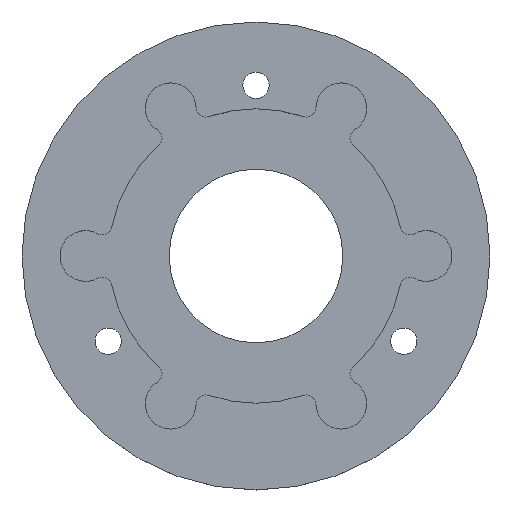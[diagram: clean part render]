
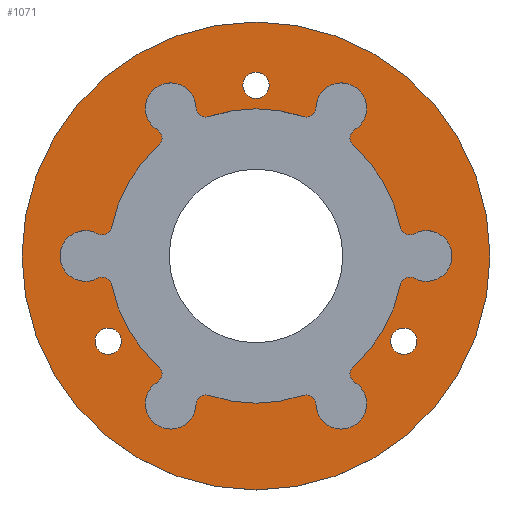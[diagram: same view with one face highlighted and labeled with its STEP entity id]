
A CAD part, top view. The second image highlights one B-rep face of the part: STEP entity #1071.
In plain terms, the highlighted planar face has unit normal (0, 0, 1).
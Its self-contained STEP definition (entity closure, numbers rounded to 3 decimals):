
#377 = VERTEX_POINT('',#378);
#378 = CARTESIAN_POINT('',(-6.151,15.226,1.7));
#384 = EDGE_CURVE('',#385,#377,#387,.T.);
#385 = VERTEX_POINT('',#386);
#386 = CARTESIAN_POINT('',(-10.111,12.94,1.7));
#387 = CIRCLE('',#388,2.6);
#388 = AXIS2_PLACEMENT_3D('',#389,#390,#391);
#389 = CARTESIAN_POINT('',(-8.75,15.155,1.7));
#390 = DIRECTION('',(0.,0.,-1.));
#391 = DIRECTION('',(1.,0.,0.));
#409 = EDGE_CURVE('',#410,#377,#412,.T.);
#410 = VERTEX_POINT('',#411);
#411 = CARTESIAN_POINT('',(-4.831,14.306,1.7));
#412 = CIRCLE('',#413,1.);
#413 = AXIS2_PLACEMENT_3D('',#414,#415,#416);
#414 = CARTESIAN_POINT('',(-5.151,15.254,1.7));
#415 = DIRECTION('',(0.,0.,-1.));
#416 = DIRECTION('',(1.,0.,0.));
#434 = VERTEX_POINT('',#435);
#435 = CARTESIAN_POINT('',(-9.974,11.337,1.7));
#441 = EDGE_CURVE('',#385,#434,#442,.T.);
#442 = CIRCLE('',#443,1.);
#443 = AXIS2_PLACEMENT_3D('',#444,#445,#446);
#444 = CARTESIAN_POINT('',(-10.634,12.088,1.7));
#445 = DIRECTION('',(0.,0.,-1.));
#446 = DIRECTION('',(1.,0.,0.));
#459 = VERTEX_POINT('',#460);
#460 = CARTESIAN_POINT('',(4.831,14.306,1.7));
#466 = EDGE_CURVE('',#410,#459,#467,.T.);
#467 = CIRCLE('',#468,15.1);
#468 = AXIS2_PLACEMENT_3D('',#469,#470,#471);
#469 = CARTESIAN_POINT('',(0.,0.,1.7));
#470 = DIRECTION('',(0.,0.,-1.));
#471 = DIRECTION('',(1.,0.,0.));
#484 = EDGE_CURVE('',#485,#434,#487,.T.);
#485 = VERTEX_POINT('',#486);
#486 = CARTESIAN_POINT('',(-14.805,2.969,1.7));
#487 = CIRCLE('',#488,15.1);
#488 = AXIS2_PLACEMENT_3D('',#489,#490,#491);
#489 = CARTESIAN_POINT('',(0.,0.,1.7));
#490 = DIRECTION('',(0.,0.,-1.));
#491 = DIRECTION('',(1.,0.,0.));
#509 = EDGE_CURVE('',#510,#459,#512,.T.);
#510 = VERTEX_POINT('',#511);
#511 = CARTESIAN_POINT('',(6.151,15.226,1.7));
#512 = CIRCLE('',#513,1.);
#513 = AXIS2_PLACEMENT_3D('',#514,#515,#516);
#514 = CARTESIAN_POINT('',(5.151,15.254,1.7));
#515 = DIRECTION('',(0.,0.,-1.));
#516 = DIRECTION('',(1.,0.,0.));
#534 = VERTEX_POINT('',#535);
#535 = CARTESIAN_POINT('',(-16.262,2.286,1.7));
#541 = EDGE_CURVE('',#485,#534,#542,.T.);
#542 = CIRCLE('',#543,1.);
#543 = AXIS2_PLACEMENT_3D('',#544,#545,#546);
#544 = CARTESIAN_POINT('',(-15.786,3.166,1.7));
#545 = DIRECTION('',(0.,0.,-1.));
#546 = DIRECTION('',(1.,0.,0.));
#559 = VERTEX_POINT('',#560);
#560 = CARTESIAN_POINT('',(10.111,12.94,1.7));
#566 = EDGE_CURVE('',#510,#559,#567,.T.);
#567 = CIRCLE('',#568,2.6);
#568 = AXIS2_PLACEMENT_3D('',#569,#570,#571);
#569 = CARTESIAN_POINT('',(8.75,15.155,1.7));
#570 = DIRECTION('',(0.,0.,-1.));
#571 = DIRECTION('',(1.,0.,0.));
#584 = EDGE_CURVE('',#585,#534,#587,.T.);
#585 = VERTEX_POINT('',#586);
#586 = CARTESIAN_POINT('',(-16.262,-2.286,1.7));
#587 = CIRCLE('',#588,2.6);
#588 = AXIS2_PLACEMENT_3D('',#589,#590,#591);
#589 = CARTESIAN_POINT('',(-17.5,0.,1.7));
#590 = DIRECTION('',(0.,0.,-1.));
#591 = DIRECTION('',(1.,0.,0.));
#609 = EDGE_CURVE('',#610,#559,#612,.T.);
#610 = VERTEX_POINT('',#611);
#611 = CARTESIAN_POINT('',(9.974,11.337,1.7));
#612 = CIRCLE('',#613,1.);
#613 = AXIS2_PLACEMENT_3D('',#614,#615,#616);
#614 = CARTESIAN_POINT('',(10.634,12.088,1.7));
#615 = DIRECTION('',(0.,0.,-1.));
#616 = DIRECTION('',(1.,0.,0.));
#634 = VERTEX_POINT('',#635);
#635 = CARTESIAN_POINT('',(-14.805,-2.969,1.7));
#641 = EDGE_CURVE('',#585,#634,#642,.T.);
#642 = CIRCLE('',#643,1.);
#643 = AXIS2_PLACEMENT_3D('',#644,#645,#646);
#644 = CARTESIAN_POINT('',(-15.786,-3.166,1.7));
#645 = DIRECTION('',(0.,0.,-1.));
#646 = DIRECTION('',(1.,0.,0.));
#659 = VERTEX_POINT('',#660);
#660 = CARTESIAN_POINT('',(14.805,2.969,1.7));
#666 = EDGE_CURVE('',#610,#659,#667,.T.);
#667 = CIRCLE('',#668,15.1);
#668 = AXIS2_PLACEMENT_3D('',#669,#670,#671);
#669 = CARTESIAN_POINT('',(0.,0.,1.7));
#670 = DIRECTION('',(0.,0.,-1.));
#671 = DIRECTION('',(1.,0.,0.));
#684 = EDGE_CURVE('',#685,#634,#687,.T.);
#685 = VERTEX_POINT('',#686);
#686 = CARTESIAN_POINT('',(-9.974,-11.337,1.7));
#687 = CIRCLE('',#688,15.1);
#688 = AXIS2_PLACEMENT_3D('',#689,#690,#691);
#689 = CARTESIAN_POINT('',(0.,0.,1.7));
#690 = DIRECTION('',(0.,0.,-1.));
#691 = DIRECTION('',(1.,0.,0.));
#709 = EDGE_CURVE('',#710,#659,#712,.T.);
#710 = VERTEX_POINT('',#711);
#711 = CARTESIAN_POINT('',(16.262,2.286,1.7));
#712 = CIRCLE('',#713,1.);
#713 = AXIS2_PLACEMENT_3D('',#714,#715,#716);
#714 = CARTESIAN_POINT('',(15.786,3.166,1.7));
#715 = DIRECTION('',(0.,0.,-1.));
#716 = DIRECTION('',(1.,0.,0.));
#734 = VERTEX_POINT('',#735);
#735 = CARTESIAN_POINT('',(-10.111,-12.94,1.7));
#741 = EDGE_CURVE('',#685,#734,#742,.T.);
#742 = CIRCLE('',#743,1.);
#743 = AXIS2_PLACEMENT_3D('',#744,#745,#746);
#744 = CARTESIAN_POINT('',(-10.634,-12.088,1.7));
#745 = DIRECTION('',(0.,0.,-1.));
#746 = DIRECTION('',(1.,0.,0.));
#759 = VERTEX_POINT('',#760);
#760 = CARTESIAN_POINT('',(16.262,-2.286,1.7));
#766 = EDGE_CURVE('',#710,#759,#767,.T.);
#767 = CIRCLE('',#768,2.6);
#768 = AXIS2_PLACEMENT_3D('',#769,#770,#771);
#769 = CARTESIAN_POINT('',(17.5,0.,1.7));
#770 = DIRECTION('',(0.,0.,-1.));
#771 = DIRECTION('',(1.,0.,0.));
#784 = EDGE_CURVE('',#785,#734,#787,.T.);
#785 = VERTEX_POINT('',#786);
#786 = CARTESIAN_POINT('',(-6.151,-15.226,1.7));
#787 = CIRCLE('',#788,2.6);
#788 = AXIS2_PLACEMENT_3D('',#789,#790,#791);
#789 = CARTESIAN_POINT('',(-8.75,-15.155,1.7));
#790 = DIRECTION('',(0.,0.,-1.));
#791 = DIRECTION('',(1.,0.,0.));
#809 = EDGE_CURVE('',#810,#759,#812,.T.);
#810 = VERTEX_POINT('',#811);
#811 = CARTESIAN_POINT('',(14.805,-2.969,1.7));
#812 = CIRCLE('',#813,1.);
#813 = AXIS2_PLACEMENT_3D('',#814,#815,#816);
#814 = CARTESIAN_POINT('',(15.786,-3.166,1.7));
#815 = DIRECTION('',(0.,0.,-1.));
#816 = DIRECTION('',(1.,0.,0.));
#834 = VERTEX_POINT('',#835);
#835 = CARTESIAN_POINT('',(-4.831,-14.306,1.7));
#841 = EDGE_CURVE('',#785,#834,#842,.T.);
#842 = CIRCLE('',#843,1.);
#843 = AXIS2_PLACEMENT_3D('',#844,#845,#846);
#844 = CARTESIAN_POINT('',(-5.151,-15.254,1.7));
#845 = DIRECTION('',(0.,0.,-1.));
#846 = DIRECTION('',(1.,0.,0.));
#859 = VERTEX_POINT('',#860);
#860 = CARTESIAN_POINT('',(9.974,-11.337,1.7));
#866 = EDGE_CURVE('',#810,#859,#867,.T.);
#867 = CIRCLE('',#868,15.1);
#868 = AXIS2_PLACEMENT_3D('',#869,#870,#871);
#869 = CARTESIAN_POINT('',(0.,0.,1.7));
#870 = DIRECTION('',(0.,0.,-1.));
#871 = DIRECTION('',(1.,0.,0.));
#884 = EDGE_CURVE('',#885,#834,#887,.T.);
#885 = VERTEX_POINT('',#886);
#886 = CARTESIAN_POINT('',(4.831,-14.306,1.7));
#887 = CIRCLE('',#888,15.1);
#888 = AXIS2_PLACEMENT_3D('',#889,#890,#891);
#889 = CARTESIAN_POINT('',(0.,0.,1.7));
#890 = DIRECTION('',(0.,0.,-1.));
#891 = DIRECTION('',(1.,0.,0.));
#909 = EDGE_CURVE('',#910,#859,#912,.T.);
#910 = VERTEX_POINT('',#911);
#911 = CARTESIAN_POINT('',(10.111,-12.94,1.7));
#912 = CIRCLE('',#913,1.);
#913 = AXIS2_PLACEMENT_3D('',#914,#915,#916);
#914 = CARTESIAN_POINT('',(10.634,-12.088,1.7));
#915 = DIRECTION('',(0.,0.,-1.));
#916 = DIRECTION('',(1.,0.,0.));
#934 = VERTEX_POINT('',#935);
#935 = CARTESIAN_POINT('',(6.151,-15.226,1.7));
#941 = EDGE_CURVE('',#885,#934,#942,.T.);
#942 = CIRCLE('',#943,1.);
#943 = AXIS2_PLACEMENT_3D('',#944,#945,#946);
#944 = CARTESIAN_POINT('',(5.151,-15.254,1.7));
#945 = DIRECTION('',(0.,0.,-1.));
#946 = DIRECTION('',(1.,0.,0.));
#959 = EDGE_CURVE('',#910,#934,#960,.T.);
#960 = CIRCLE('',#961,2.6);
#961 = AXIS2_PLACEMENT_3D('',#962,#963,#964);
#962 = CARTESIAN_POINT('',(8.75,-15.155,1.7));
#963 = DIRECTION('',(0.,0.,-1.));
#964 = DIRECTION('',(1.,0.,0.));
#975 = EDGE_CURVE('',#976,#976,#978,.T.);
#976 = VERTEX_POINT('',#977);
#977 = CARTESIAN_POINT('',(24.,0.,1.7));
#978 = CIRCLE('',#979,24.);
#979 = AXIS2_PLACEMENT_3D('',#980,#981,#982);
#980 = CARTESIAN_POINT('',(0.,0.,1.7));
#981 = DIRECTION('',(0.,0.,-1.));
#982 = DIRECTION('',(1.,0.,0.));
#1071 = ADVANCED_FACE('',(#1072,#1075,#1086,#1097,#1123),#1134,.F.);
#1072 = FACE_BOUND('',#1073,.T.);
#1073 = EDGE_LOOP('',(#1074));
#1074 = ORIENTED_EDGE('',*,*,#975,.F.);
#1075 = FACE_BOUND('',#1076,.T.);
#1076 = EDGE_LOOP('',(#1077));
#1077 = ORIENTED_EDGE('',*,*,#1078,.F.);
#1078 = EDGE_CURVE('',#1079,#1079,#1081,.T.);
#1079 = VERTEX_POINT('',#1080);
#1080 = CARTESIAN_POINT('',(-1.35,17.5,1.7));
#1081 = CIRCLE('',#1082,1.35);
#1082 = AXIS2_PLACEMENT_3D('',#1083,#1084,#1085);
#1083 = CARTESIAN_POINT('',(0.,17.5,1.7));
#1084 = DIRECTION('',(0.,0.,1.));
#1085 = DIRECTION('',(-1.,-0.,0.));
#1086 = FACE_BOUND('',#1087,.T.);
#1087 = EDGE_LOOP('',(#1088));
#1088 = ORIENTED_EDGE('',*,*,#1089,.F.);
#1089 = EDGE_CURVE('',#1090,#1090,#1092,.T.);
#1090 = VERTEX_POINT('',#1091);
#1091 = CARTESIAN_POINT('',(13.805,-8.75,1.7));
#1092 = CIRCLE('',#1093,1.35);
#1093 = AXIS2_PLACEMENT_3D('',#1094,#1095,#1096);
#1094 = CARTESIAN_POINT('',(15.155,-8.75,1.7));
#1095 = DIRECTION('',(0.,0.,1.));
#1096 = DIRECTION('',(-1.,-0.,0.));
#1097 = FACE_BOUND('',#1098,.T.);
#1098 = EDGE_LOOP('',(#1099,#1100,#1101,#1102,#1103,#1104,#1105,#1106,
    #1107,#1108,#1109,#1110,#1111,#1112,#1113,#1114,#1115,#1116,#1117,
    #1118,#1119,#1120,#1121,#1122));
#1099 = ORIENTED_EDGE('',*,*,#441,.F.);
#1100 = ORIENTED_EDGE('',*,*,#384,.T.);
#1101 = ORIENTED_EDGE('',*,*,#409,.F.);
#1102 = ORIENTED_EDGE('',*,*,#466,.T.);
#1103 = ORIENTED_EDGE('',*,*,#509,.F.);
#1104 = ORIENTED_EDGE('',*,*,#566,.T.);
#1105 = ORIENTED_EDGE('',*,*,#609,.F.);
#1106 = ORIENTED_EDGE('',*,*,#666,.T.);
#1107 = ORIENTED_EDGE('',*,*,#709,.F.);
#1108 = ORIENTED_EDGE('',*,*,#766,.T.);
#1109 = ORIENTED_EDGE('',*,*,#809,.F.);
#1110 = ORIENTED_EDGE('',*,*,#866,.T.);
#1111 = ORIENTED_EDGE('',*,*,#909,.F.);
#1112 = ORIENTED_EDGE('',*,*,#959,.T.);
#1113 = ORIENTED_EDGE('',*,*,#941,.F.);
#1114 = ORIENTED_EDGE('',*,*,#884,.T.);
#1115 = ORIENTED_EDGE('',*,*,#841,.F.);
#1116 = ORIENTED_EDGE('',*,*,#784,.T.);
#1117 = ORIENTED_EDGE('',*,*,#741,.F.);
#1118 = ORIENTED_EDGE('',*,*,#684,.T.);
#1119 = ORIENTED_EDGE('',*,*,#641,.F.);
#1120 = ORIENTED_EDGE('',*,*,#584,.T.);
#1121 = ORIENTED_EDGE('',*,*,#541,.F.);
#1122 = ORIENTED_EDGE('',*,*,#484,.T.);
#1123 = FACE_BOUND('',#1124,.T.);
#1124 = EDGE_LOOP('',(#1125));
#1125 = ORIENTED_EDGE('',*,*,#1126,.F.);
#1126 = EDGE_CURVE('',#1127,#1127,#1129,.T.);
#1127 = VERTEX_POINT('',#1128);
#1128 = CARTESIAN_POINT('',(-16.505,-8.75,1.7));
#1129 = CIRCLE('',#1130,1.35);
#1130 = AXIS2_PLACEMENT_3D('',#1131,#1132,#1133);
#1131 = CARTESIAN_POINT('',(-15.155,-8.75,1.7));
#1132 = DIRECTION('',(0.,0.,1.));
#1133 = DIRECTION('',(-1.,-0.,0.));
#1134 = PLANE('',#1135);
#1135 = AXIS2_PLACEMENT_3D('',#1136,#1137,#1138);
#1136 = CARTESIAN_POINT('',(0.,0.,1.7));
#1137 = DIRECTION('',(0.,0.,-1.));
#1138 = DIRECTION('',(1.,0.,0.));
